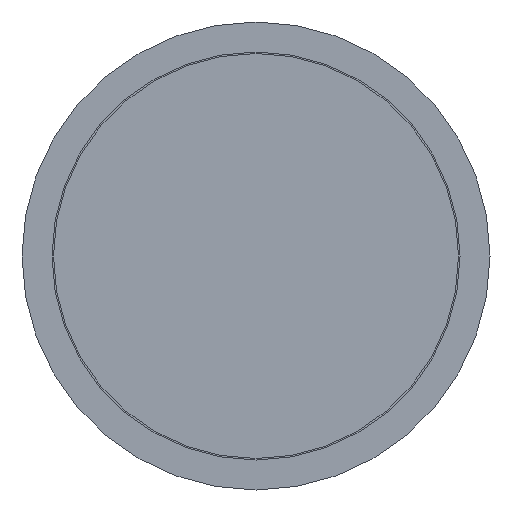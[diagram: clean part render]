
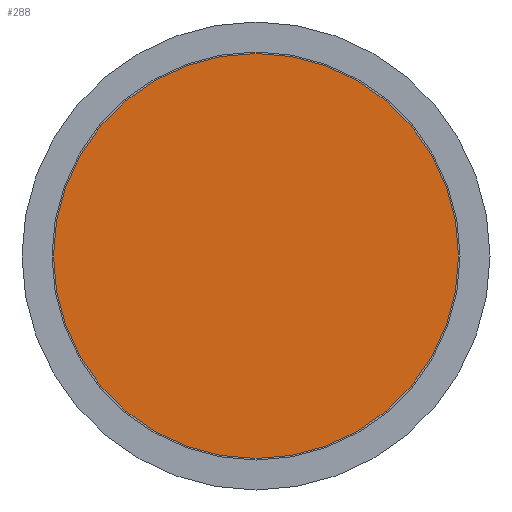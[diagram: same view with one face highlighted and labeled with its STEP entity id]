
A CAD part, front view. The second image highlights one B-rep face of the part: STEP entity #288.
In plain terms, the highlighted planar face has unit normal (0, -1, 0).
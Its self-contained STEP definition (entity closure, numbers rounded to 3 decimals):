
#23 = AXIS2_PLACEMENT_3D ( 'NONE', #384, #519, #44 ) ;
#44 = DIRECTION ( 'NONE',  ( 0., 0., 1. ) ) ;
#65 = EDGE_CURVE ( 'NONE', #334, #334, #76, .T. ) ;
#76 = CIRCLE ( 'NONE', #515, 33.75 ) ;
#112 = DIRECTION ( 'NONE',  ( 0., 0., -1. ) ) ;
#142 = ORIENTED_EDGE ( 'NONE', *, *, #65, .T. ) ;
#210 = FACE_OUTER_BOUND ( 'NONE', #429, .T. ) ;
#244 = DIRECTION ( 'NONE',  ( 0., -1., 0. ) ) ;
#288 = ADVANCED_FACE ( 'NONE', ( #210 ), #428, .F. ) ;
#334 = VERTEX_POINT ( 'NONE', #545 ) ;
#372 = CARTESIAN_POINT ( 'NONE',  ( 0., 0., 0. ) ) ;
#384 = CARTESIAN_POINT ( 'NONE',  ( -33.75, 0., 0. ) ) ;
#428 = PLANE ( 'NONE',  #23 ) ;
#429 = EDGE_LOOP ( 'NONE', ( #142 ) ) ;
#515 = AXIS2_PLACEMENT_3D ( 'NONE', #372, #244, #112 ) ;
#519 = DIRECTION ( 'NONE',  ( 0., 1., 0. ) ) ;
#545 = CARTESIAN_POINT ( 'NONE',  ( 0., 0., -33.75 ) ) ;
